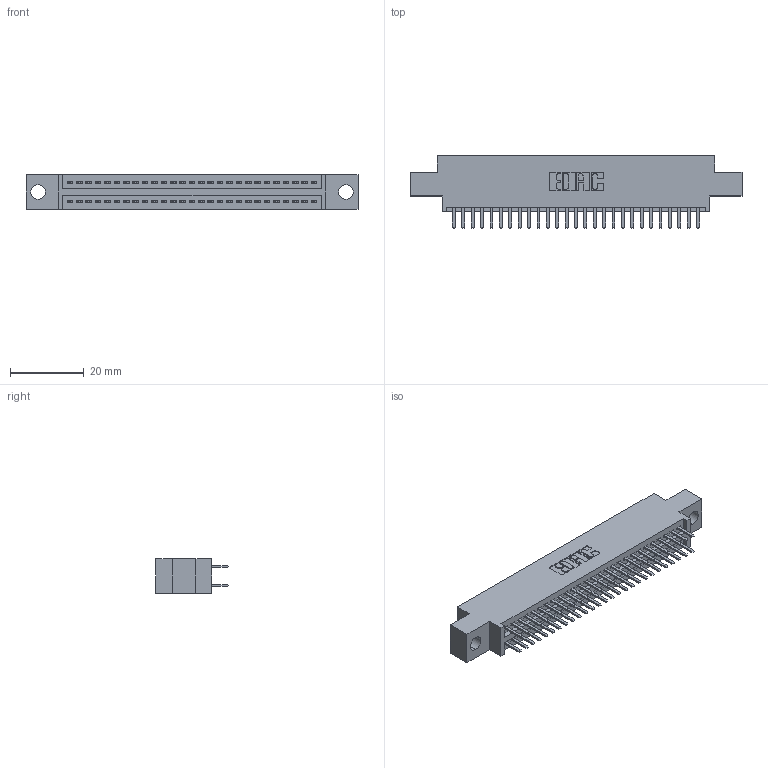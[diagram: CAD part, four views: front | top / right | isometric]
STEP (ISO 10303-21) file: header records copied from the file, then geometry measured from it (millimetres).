
FILE_DESCRIPTION (( 'STEP AP203' ), '1' );
FILE_NAME ('395-054-520-804.STEP', '2021-06-17T00:35:34', ( '' ), ( '' ), 'SwSTEP 2.0', 'SolidWorks 2020', '' );
FILE_SCHEMA (( 'CONFIG_CONTROL_DESIGN' ));
Length unit declared in the file: inch
Products named in the file (3): 345 Part_0.170 Offset - 0.156 Dia-TI; 395-054-520-804; 345-292-001_345-293-120
Assembly tree (55 placements, depth 2):
  395-054-520-804
    345 Part_0.170 Offset - 0.156 Dia-TI
    345-292-001_345-293-120  x54
Bounding box: 89.79 x 19.68 x 9.4 mm (x, y, z)
Volume: 8339.9 mm3; surface area: 11981.8 mm2
Topology: 55 solids, 55 shells, 3060 faces, 8867 edges, 5766 vertices
Faces by surface type: plane 1988, cylinder 1072
Entity records: 23869 total; most frequent: CARTESIAN_POINT 4034, ORIENTED_EDGE 3954, DIRECTION 3561, EDGE_CURVE 1977, LINE 1733, VECTOR 1733, VERTEX_POINT 1314, AXIS2_PLACEMENT_3D 914
